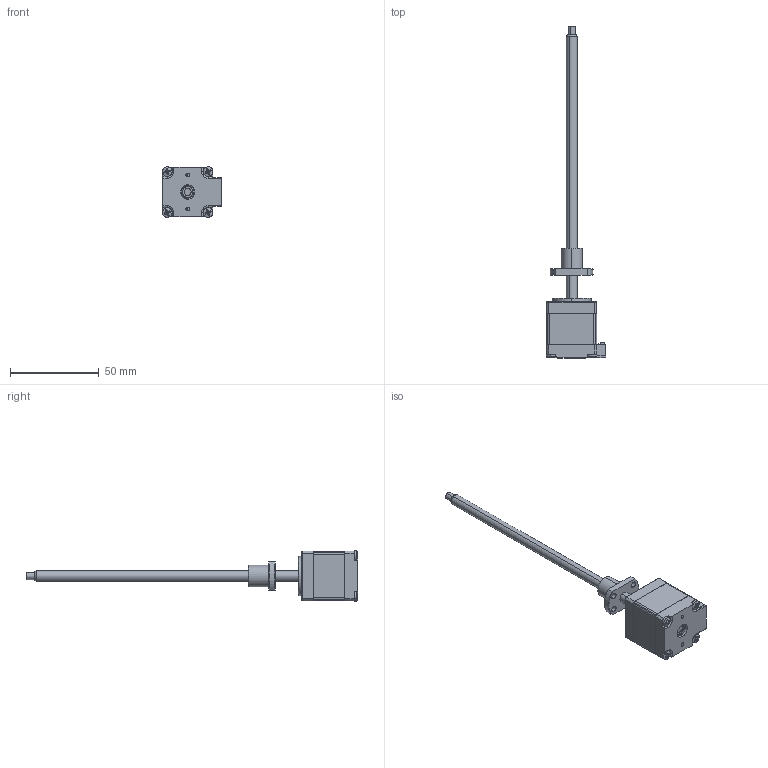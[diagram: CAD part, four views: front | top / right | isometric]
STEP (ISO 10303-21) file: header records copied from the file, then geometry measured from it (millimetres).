
FILE_DESCRIPTION (( 'STEP AP203' ), '1' );
FILE_NAME ('BE111S-B0601-150-AK1-S-100.STEP', '2019-04-02T08:04:15', ( 'Sky123.Org' ), ( 'Sky123.Org' ), 'SwSTEP 2.0', 'SolidWorks 2014', '' );
FILE_SCHEMA (( 'CONFIG_CONTROL_DESIGN' ));
Length unit declared in the file: millimetre
Products named in the file (1): BE111S-B0601-150-AK1-S-100
Bounding box: 33.2 x 186.6 x 28.4 mm (x, y, z)
Surface area: 12097.5 mm2 (no closed solid volume)
Topology: 0 solids, 33 shells, 286 faces, 977 edges, 701 vertices
Faces by surface type: plane 108, cylinder 94, cone 62, torus 14, sphere 8
Entity records: 11054 total; most frequent: CARTESIAN_POINT 2546, DIRECTION 1816, ORIENTED_EDGE 1535, EDGE_CURVE 977, VERTEX_POINT 701, AXIS2_PLACEMENT_3D 665, VECTOR 486, LINE 486
